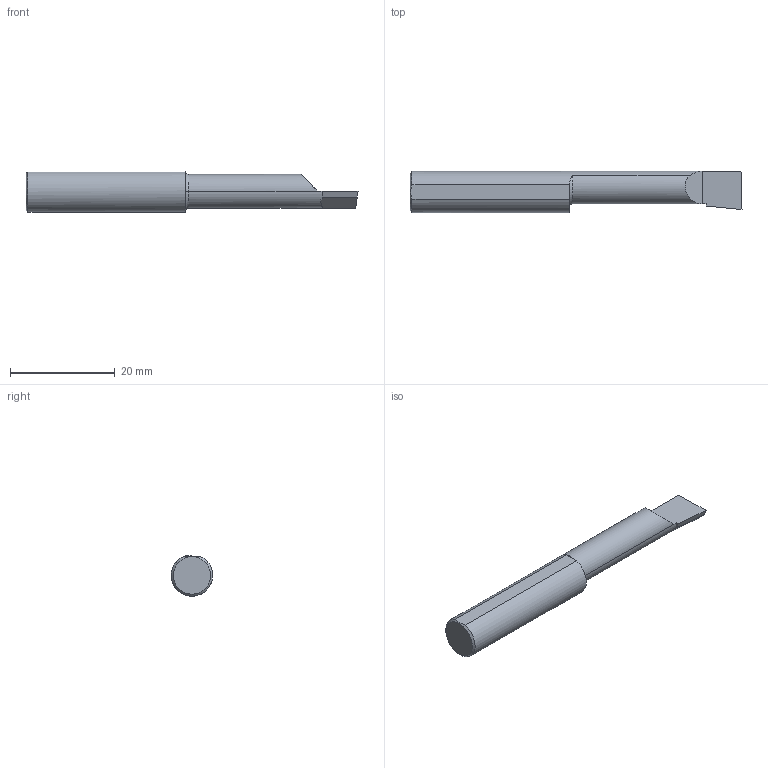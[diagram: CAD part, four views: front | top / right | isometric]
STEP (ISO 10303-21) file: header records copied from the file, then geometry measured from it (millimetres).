
FILE_DESCRIPTION (( 'STEP AP203' ), '1' );
FILE_NAME ('212037-LHB2901250.STEP', '2024-08-27T16:55:29', ( '' ), ( '' ), 'SwSTEP 2.0', 'SolidWorks 2024', '' );
FILE_SCHEMA (( 'CONFIG_CONTROL_DESIGN' ));
Length unit declared in the file: inch
Products named in the file (1): 212037-LHB2901250
Bounding box: 63.5 x 7.93 x 7.72 mm (x, y, z)
Volume: 2412.7 mm3; surface area: 1475.9 mm2
Topology: 1 solids, 1 shells, 19 faces, 49 edges, 32 vertices
Faces by surface type: plane 12, cylinder 3, torus 2, cone 2
Entity records: 689 total; most frequent: CARTESIAN_POINT 163, ORIENTED_EDGE 98, DIRECTION 89, EDGE_CURVE 49, AXIS2_PLACEMENT_3D 32, VERTEX_POINT 32, LINE 25, VECTOR 25
